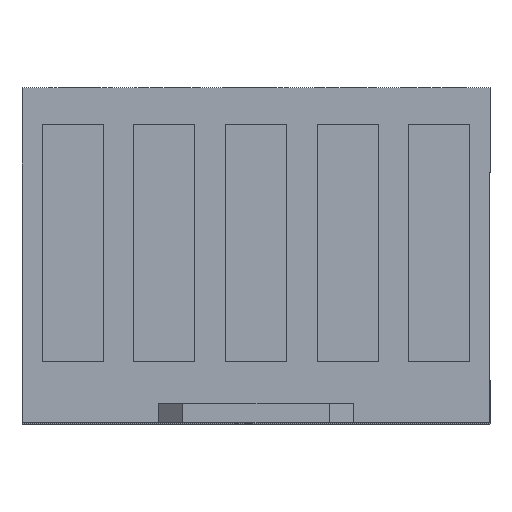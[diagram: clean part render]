
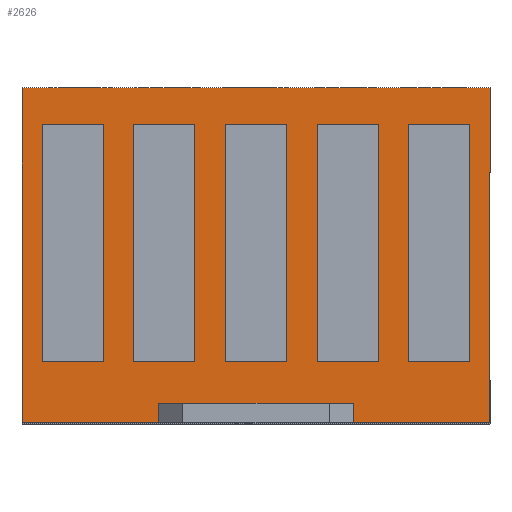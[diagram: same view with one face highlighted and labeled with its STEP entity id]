
A CAD part, top view. The second image highlights one B-rep face of the part: STEP entity #2626.
In plain terms, the highlighted planar face has unit normal (0, 0, 1).
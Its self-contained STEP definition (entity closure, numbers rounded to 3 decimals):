
#404=CARTESIAN_POINT('',(-9.5,-26.835,54.0));
#405=VERTEX_POINT('',#404);
#412=CARTESIAN_POINT('',(-25.5,-26.835,54.0));
#413=VERTEX_POINT('',#412);
#414=CARTESIAN_POINT('',(-25.5,-26.835,54.0));
#415=DIRECTION('',(1.0,0.0,0.0));
#416=VECTOR('',#415,16.);
#417=LINE('',#414,#416);
#418=EDGE_CURVE('',#413,#405,#417,.T.);
#470=CARTESIAN_POINT('',(-25.5,-28.4,54.0));
#471=VERTEX_POINT('',#470);
#478=CARTESIAN_POINT('',(-36.65,-28.4,54.0));
#479=VERTEX_POINT('',#478);
#480=CARTESIAN_POINT('',(-25.5,-28.4,54.0));
#481=DIRECTION('',(-1.0,0.0,0.0));
#482=VECTOR('',#481,11.15);
#483=LINE('',#480,#482);
#484=EDGE_CURVE('',#471,#479,#483,.T.);
#502=CARTESIAN_POINT('',(1.65,-28.4,54.0));
#503=VERTEX_POINT('',#502);
#510=CARTESIAN_POINT('',(-9.5,-28.4,54.0));
#511=VERTEX_POINT('',#510);
#512=CARTESIAN_POINT('',(1.65,-28.4,54.0));
#513=DIRECTION('',(-1.0,0.0,0.0));
#514=VECTOR('',#513,11.15);
#515=LINE('',#512,#514);
#516=EDGE_CURVE('',#503,#511,#515,.T.);
#534=CARTESIAN_POINT('',(-25.5,-28.4,54.0));
#535=DIRECTION('',(0.0,1.0,0.0));
#536=VECTOR('',#535,1.565);
#537=LINE('',#534,#536);
#538=EDGE_CURVE('',#471,#413,#537,.T.);
#759=CARTESIAN_POINT('',(-36.65,-1.0,54.0));
#760=VERTEX_POINT('',#759);
#761=CARTESIAN_POINT('',(-36.65,-1.0,54.0));
#762=DIRECTION('',(0.0,-1.0,0.0));
#763=VECTOR('',#762,27.4);
#764=LINE('',#761,#763);
#765=EDGE_CURVE('',#760,#479,#764,.T.);
#870=CARTESIAN_POINT('',(1.65,-1.0,54.0));
#871=VERTEX_POINT('',#870);
#878=CARTESIAN_POINT('',(1.65,-1.0,54.0));
#879=DIRECTION('',(0.0,-1.0,0.0));
#880=VECTOR('',#879,27.4);
#881=LINE('',#878,#880);
#882=EDGE_CURVE('',#871,#503,#881,.T.);
#941=CARTESIAN_POINT('',(-9.5,-26.835,54.0));
#942=DIRECTION('',(0.0,-1.0,0.0));
#943=VECTOR('',#942,1.565);
#944=LINE('',#941,#943);
#945=EDGE_CURVE('',#405,#511,#944,.T.);
#1500=CARTESIAN_POINT('',(-12.5,-23.4,54.0));
#1501=VERTEX_POINT('',#1500);
#1502=CARTESIAN_POINT('',(-12.5,-4.0,54.0));
#1503=VERTEX_POINT('',#1502);
#1504=CARTESIAN_POINT('',(-12.5,-23.4,54.0));
#1505=DIRECTION('',(0.0,1.0,0.0));
#1506=VECTOR('',#1505,19.4);
#1507=LINE('',#1504,#1506);
#1508=EDGE_CURVE('',#1501,#1503,#1507,.T.);
#1540=CARTESIAN_POINT('',(-7.5,-23.4,54.0));
#1541=VERTEX_POINT('',#1540);
#1542=CARTESIAN_POINT('',(-7.5,-23.4,54.0));
#1543=DIRECTION('',(-1.0,0.0,0.0));
#1544=VECTOR('',#1543,5.0);
#1545=LINE('',#1542,#1544);
#1546=EDGE_CURVE('',#1541,#1501,#1545,.T.);
#1571=CARTESIAN_POINT('',(-7.5,-4.0,54.0));
#1572=VERTEX_POINT('',#1571);
#1573=CARTESIAN_POINT('',(-7.5,-4.0,54.0));
#1574=DIRECTION('',(0.0,-1.0,0.0));
#1575=VECTOR('',#1574,19.4);
#1576=LINE('',#1573,#1575);
#1577=EDGE_CURVE('',#1572,#1541,#1576,.T.);
#1602=CARTESIAN_POINT('',(-12.5,-4.0,54.0));
#1603=DIRECTION('',(1.0,0.0,0.0));
#1604=VECTOR('',#1603,5.0);
#1605=LINE('',#1602,#1604);
#1606=EDGE_CURVE('',#1503,#1572,#1605,.T.);
#1636=CARTESIAN_POINT('',(-27.5,-23.4,54.0));
#1637=VERTEX_POINT('',#1636);
#1638=CARTESIAN_POINT('',(-27.5,-4.0,54.0));
#1639=VERTEX_POINT('',#1638);
#1640=CARTESIAN_POINT('',(-27.5,-23.4,54.0));
#1641=DIRECTION('',(0.0,1.0,0.0));
#1642=VECTOR('',#1641,19.4);
#1643=LINE('',#1640,#1642);
#1644=EDGE_CURVE('',#1637,#1639,#1643,.T.);
#1676=CARTESIAN_POINT('',(-22.5,-23.4,54.0));
#1677=VERTEX_POINT('',#1676);
#1678=CARTESIAN_POINT('',(-22.5,-23.4,54.0));
#1679=DIRECTION('',(-1.0,0.0,0.0));
#1680=VECTOR('',#1679,5.0);
#1681=LINE('',#1678,#1680);
#1682=EDGE_CURVE('',#1677,#1637,#1681,.T.);
#1707=CARTESIAN_POINT('',(-22.5,-4.0,54.0));
#1708=VERTEX_POINT('',#1707);
#1709=CARTESIAN_POINT('',(-22.5,-4.0,54.0));
#1710=DIRECTION('',(0.0,-1.0,0.0));
#1711=VECTOR('',#1710,19.4);
#1712=LINE('',#1709,#1711);
#1713=EDGE_CURVE('',#1708,#1677,#1712,.T.);
#1738=CARTESIAN_POINT('',(-27.5,-4.0,54.0));
#1739=DIRECTION('',(1.0,0.0,0.0));
#1740=VECTOR('',#1739,5.0);
#1741=LINE('',#1738,#1740);
#1742=EDGE_CURVE('',#1639,#1708,#1741,.T.);
#1772=CARTESIAN_POINT('',(-35.0,-23.4,54.0));
#1773=VERTEX_POINT('',#1772);
#1774=CARTESIAN_POINT('',(-35.0,-4.0,54.0));
#1775=VERTEX_POINT('',#1774);
#1776=CARTESIAN_POINT('',(-35.0,-23.4,54.0));
#1777=DIRECTION('',(0.0,1.0,0.0));
#1778=VECTOR('',#1777,19.4);
#1779=LINE('',#1776,#1778);
#1780=EDGE_CURVE('',#1773,#1775,#1779,.T.);
#1812=CARTESIAN_POINT('',(-30.0,-23.4,54.0));
#1813=VERTEX_POINT('',#1812);
#1814=CARTESIAN_POINT('',(-30.0,-23.4,54.0));
#1815=DIRECTION('',(-1.0,0.0,0.0));
#1816=VECTOR('',#1815,5.0);
#1817=LINE('',#1814,#1816);
#1818=EDGE_CURVE('',#1813,#1773,#1817,.T.);
#1843=CARTESIAN_POINT('',(-30.0,-4.0,54.0));
#1844=VERTEX_POINT('',#1843);
#1845=CARTESIAN_POINT('',(-30.0,-4.0,54.0));
#1846=DIRECTION('',(0.0,-1.0,0.0));
#1847=VECTOR('',#1846,19.4);
#1848=LINE('',#1845,#1847);
#1849=EDGE_CURVE('',#1844,#1813,#1848,.T.);
#1874=CARTESIAN_POINT('',(-35.0,-4.0,54.0));
#1875=DIRECTION('',(1.0,0.0,0.0));
#1876=VECTOR('',#1875,5.0);
#1877=LINE('',#1874,#1876);
#1878=EDGE_CURVE('',#1775,#1844,#1877,.T.);
#1908=CARTESIAN_POINT('',(-20.0,-23.4,54.0));
#1909=VERTEX_POINT('',#1908);
#1910=CARTESIAN_POINT('',(-20.0,-4.0,54.0));
#1911=VERTEX_POINT('',#1910);
#1912=CARTESIAN_POINT('',(-20.0,-23.4,54.0));
#1913=DIRECTION('',(0.0,1.0,0.0));
#1914=VECTOR('',#1913,19.4);
#1915=LINE('',#1912,#1914);
#1916=EDGE_CURVE('',#1909,#1911,#1915,.T.);
#1948=CARTESIAN_POINT('',(-15.0,-23.4,54.0));
#1949=VERTEX_POINT('',#1948);
#1950=CARTESIAN_POINT('',(-15.0,-23.4,54.0));
#1951=DIRECTION('',(-1.0,0.0,0.0));
#1952=VECTOR('',#1951,5.0);
#1953=LINE('',#1950,#1952);
#1954=EDGE_CURVE('',#1949,#1909,#1953,.T.);
#1979=CARTESIAN_POINT('',(-15.0,-4.0,54.0));
#1980=VERTEX_POINT('',#1979);
#1981=CARTESIAN_POINT('',(-15.0,-4.0,54.0));
#1982=DIRECTION('',(0.0,-1.0,0.0));
#1983=VECTOR('',#1982,19.4);
#1984=LINE('',#1981,#1983);
#1985=EDGE_CURVE('',#1980,#1949,#1984,.T.);
#2010=CARTESIAN_POINT('',(-20.0,-4.0,54.0));
#2011=DIRECTION('',(1.0,0.0,0.0));
#2012=VECTOR('',#2011,5.0);
#2013=LINE('',#2010,#2012);
#2014=EDGE_CURVE('',#1911,#1980,#2013,.T.);
#2044=CARTESIAN_POINT('',(-5.0,-23.4,54.0));
#2045=VERTEX_POINT('',#2044);
#2046=CARTESIAN_POINT('',(-5.0,-4.0,54.0));
#2047=VERTEX_POINT('',#2046);
#2048=CARTESIAN_POINT('',(-5.0,-23.4,54.0));
#2049=DIRECTION('',(0.0,1.0,0.0));
#2050=VECTOR('',#2049,19.4);
#2051=LINE('',#2048,#2050);
#2052=EDGE_CURVE('',#2045,#2047,#2051,.T.);
#2084=CARTESIAN_POINT('',(0.0,-23.4,54.0));
#2085=VERTEX_POINT('',#2084);
#2086=CARTESIAN_POINT('',(0.0,-23.4,54.0));
#2087=DIRECTION('',(-1.0,0.0,0.0));
#2088=VECTOR('',#2087,5.0);
#2089=LINE('',#2086,#2088);
#2090=EDGE_CURVE('',#2085,#2045,#2089,.T.);
#2115=CARTESIAN_POINT('',(0.0,-4.0,54.0));
#2116=VERTEX_POINT('',#2115);
#2117=CARTESIAN_POINT('',(0.0,-4.0,54.0));
#2118=DIRECTION('',(0.0,-1.0,0.0));
#2119=VECTOR('',#2118,19.4);
#2120=LINE('',#2117,#2119);
#2121=EDGE_CURVE('',#2116,#2085,#2120,.T.);
#2146=CARTESIAN_POINT('',(-5.0,-4.0,54.0));
#2147=DIRECTION('',(1.0,0.0,0.0));
#2148=VECTOR('',#2147,5.0);
#2149=LINE('',#2146,#2148);
#2150=EDGE_CURVE('',#2047,#2116,#2149,.T.);
#2576=CARTESIAN_POINT('',(1.65,-1.0,54.0));
#2577=DIRECTION('',(0.0,0.0,1.0));
#2578=DIRECTION('',(1.0,0.0,0.0));
#2579=AXIS2_PLACEMENT_3D('',#2576,#2577,#2578);
#2580=PLANE('',#2579);
#2581=ORIENTED_EDGE('',*,*,#945,.T.);
#2582=ORIENTED_EDGE('',*,*,#516,.F.);
#2583=ORIENTED_EDGE('',*,*,#882,.F.);
#2584=CARTESIAN_POINT('',(1.65,-1.0,54.0));
#2585=DIRECTION('',(-1.0,0.0,0.0));
#2586=VECTOR('',#2585,38.3);
#2587=LINE('',#2584,#2586);
#2588=EDGE_CURVE('',#871,#760,#2587,.T.);
#2589=ORIENTED_EDGE('',*,*,#2588,.T.);
#2590=ORIENTED_EDGE('',*,*,#765,.T.);
#2591=ORIENTED_EDGE('',*,*,#484,.F.);
#2592=ORIENTED_EDGE('',*,*,#538,.T.);
#2593=ORIENTED_EDGE('',*,*,#418,.T.);
#2594=EDGE_LOOP('',(#2581,#2582,#2583,#2589,#2590,#2591,#2592,#2593));
#2595=FACE_OUTER_BOUND('',#2594,.T.);
#2596=ORIENTED_EDGE('',*,*,#1508,.T.);
#2597=ORIENTED_EDGE('',*,*,#1606,.T.);
#2598=ORIENTED_EDGE('',*,*,#1577,.T.);
#2599=ORIENTED_EDGE('',*,*,#1546,.T.);
#2600=EDGE_LOOP('',(#2596,#2597,#2598,#2599));
#2601=FACE_BOUND('',#2600,.T.);
#2602=ORIENTED_EDGE('',*,*,#1644,.T.);
#2603=ORIENTED_EDGE('',*,*,#1742,.T.);
#2604=ORIENTED_EDGE('',*,*,#1713,.T.);
#2605=ORIENTED_EDGE('',*,*,#1682,.T.);
#2606=EDGE_LOOP('',(#2602,#2603,#2604,#2605));
#2607=FACE_BOUND('',#2606,.T.);
#2608=ORIENTED_EDGE('',*,*,#1780,.T.);
#2609=ORIENTED_EDGE('',*,*,#1878,.T.);
#2610=ORIENTED_EDGE('',*,*,#1849,.T.);
#2611=ORIENTED_EDGE('',*,*,#1818,.T.);
#2612=EDGE_LOOP('',(#2608,#2609,#2610,#2611));
#2613=FACE_BOUND('',#2612,.T.);
#2614=ORIENTED_EDGE('',*,*,#1916,.T.);
#2615=ORIENTED_EDGE('',*,*,#2014,.T.);
#2616=ORIENTED_EDGE('',*,*,#1985,.T.);
#2617=ORIENTED_EDGE('',*,*,#1954,.T.);
#2618=EDGE_LOOP('',(#2614,#2615,#2616,#2617));
#2619=FACE_BOUND('',#2618,.T.);
#2620=ORIENTED_EDGE('',*,*,#2052,.T.);
#2621=ORIENTED_EDGE('',*,*,#2150,.T.);
#2622=ORIENTED_EDGE('',*,*,#2121,.T.);
#2623=ORIENTED_EDGE('',*,*,#2090,.T.);
#2624=EDGE_LOOP('',(#2620,#2621,#2622,#2623));
#2625=FACE_BOUND('',#2624,.T.);
#2626=ADVANCED_FACE('',(#2595,#2601,#2607,#2613,#2619,#2625),#2580,.T.);
